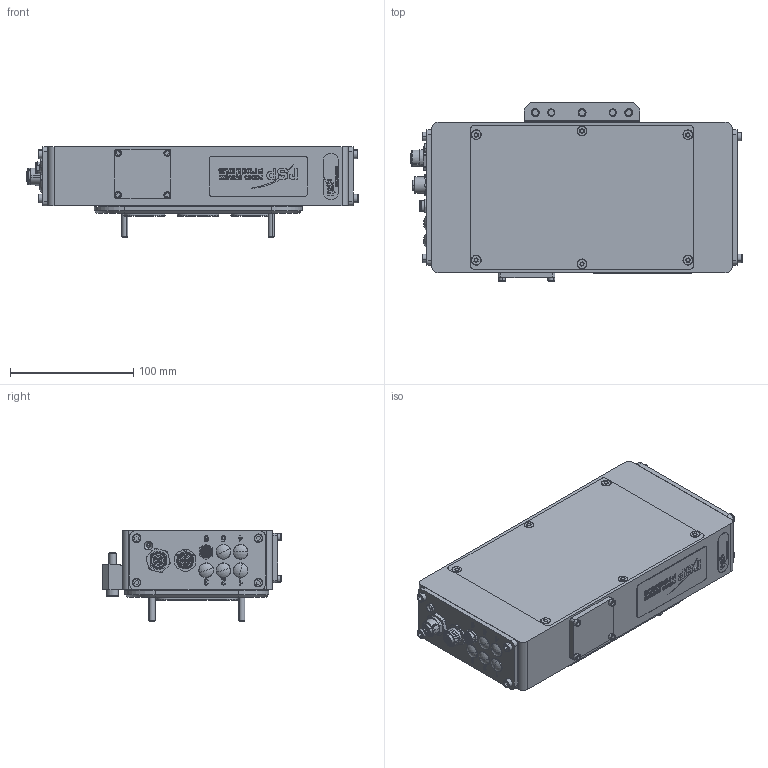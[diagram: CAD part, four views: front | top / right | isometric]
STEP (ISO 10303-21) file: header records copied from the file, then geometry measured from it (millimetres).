
FILE_DESCRIPTION (( 'STEP AP214' ), '1' );
FILE_NAME ('P7501-822.STEP', '2023-05-08T11:38:23', ( '' ), ( '' ), 'SwSTEP 2.0', 'SolidWorks 2021', '' );
FILE_SCHEMA (( 'AUTOMOTIVE_DESIGN' ));
Length unit declared in the file: millimetre
Products named in the file (1): P7501-822
Bounding box: 269.8 x 145 x 73.7 mm (x, y, z)
Volume: 1573654.4 mm3; surface area: 326014 mm2
Topology: 100 solids, 102 shells, 3669 faces, 9064 edges, 5808 vertices
Faces by surface type: plane 1768, cylinder 1075, bspline 432, cone 294, torus 88, sphere 12
Entity records: 169300 total; most frequent: CARTESIAN_POINT 43763, ORIENTED_EDGE 18052, DIRECTION 16154, EDGE_CURVE 9026, VERTEX_POINT 5808, AXIS2_PLACEMENT_3D 5647, LINE 4860, VECTOR 4860
